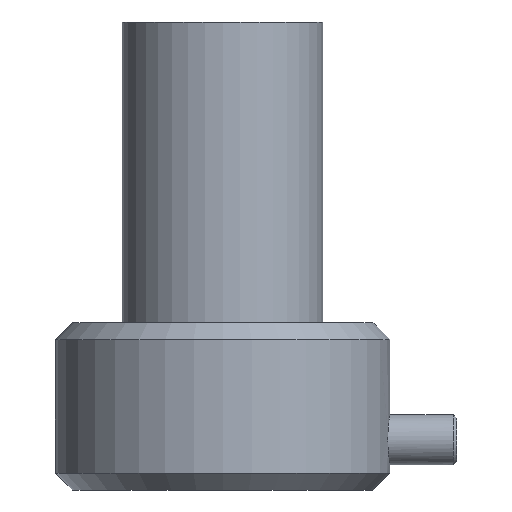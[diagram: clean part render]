
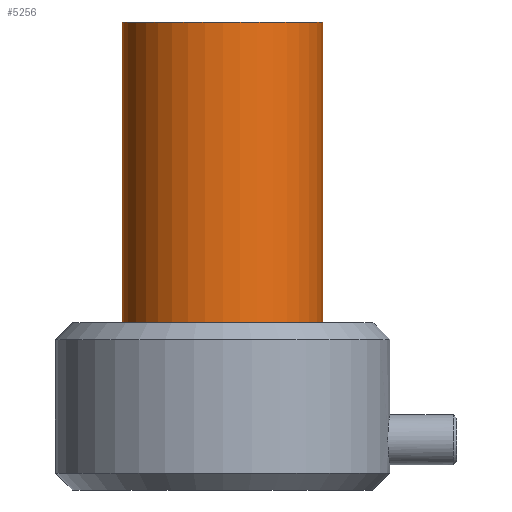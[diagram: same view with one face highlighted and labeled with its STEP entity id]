
A CAD part, front view. The second image highlights one B-rep face of the part: STEP entity #5256.
In plain terms, the highlighted cylindrical face has radius 3 mm (diameter 6 mm), a full revolution.
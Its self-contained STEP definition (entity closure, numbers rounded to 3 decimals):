
#48=CYLINDRICAL_SURFACE('',#5479,3.);
#54=CIRCLE('',#5468,3.);
#59=CIRCLE('',#5480,3.);
#821=FACE_OUTER_BOUND('',#1126,.T.);
#1126=EDGE_LOOP('',(#4732,#4733,#4734,#4735));
#1562=LINE('',#9740,#2001);
#2001=VECTOR('',#6158,3.);
#2509=VERTEX_POINT('',#9720);
#2514=VERTEX_POINT('',#9739);
#3259=EDGE_CURVE('',#2509,#2509,#54,.T.);
#3266=EDGE_CURVE('',#2509,#2514,#1562,.T.);
#3267=EDGE_CURVE('',#2514,#2514,#59,.T.);
#4732=ORIENTED_EDGE('',*,*,#3259,.T.);
#4733=ORIENTED_EDGE('',*,*,#3266,.T.);
#4734=ORIENTED_EDGE('',*,*,#3267,.F.);
#4735=ORIENTED_EDGE('',*,*,#3266,.F.);
#5256=ADVANCED_FACE('',(#821),#48,.T.);
#5468=AXIS2_PLACEMENT_3D('',#9721,#6132,#6133);
#5479=AXIS2_PLACEMENT_3D('',#9738,#6156,#6157);
#5480=AXIS2_PLACEMENT_3D('',#9741,#6159,#6160);
#6132=DIRECTION('center_axis',(0.,0.,-1.));
#6133=DIRECTION('ref_axis',(-1.,0.,0.));
#6156=DIRECTION('center_axis',(0.,0.,1.));
#6157=DIRECTION('ref_axis',(-1.,0.,0.));
#6158=DIRECTION('',(0.,0.,-1.));
#6159=DIRECTION('center_axis',(0.,0.,-1.));
#6160=DIRECTION('ref_axis',(-1.,0.,0.));
#9720=CARTESIAN_POINT('',(3.,0.,9.));
#9721=CARTESIAN_POINT('Origin',(0.,0.,9.));
#9738=CARTESIAN_POINT('Origin',(0.,0.,0.));
#9739=CARTESIAN_POINT('',(3.,0.,0.));
#9740=CARTESIAN_POINT('',(3.,0.,0.));
#9741=CARTESIAN_POINT('Origin',(0.,0.,0.));
